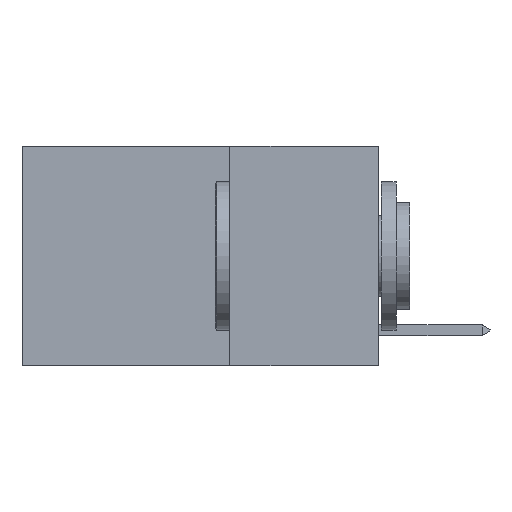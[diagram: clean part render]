
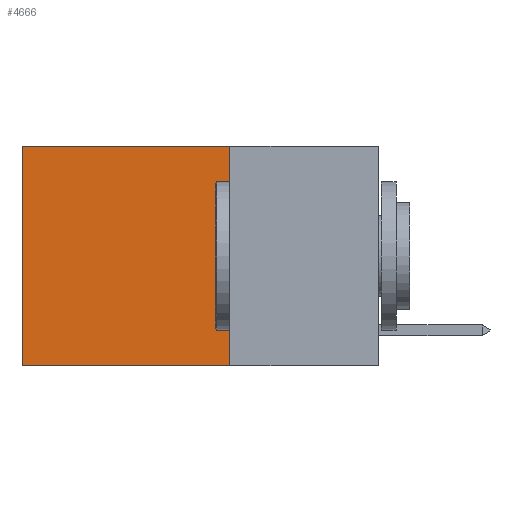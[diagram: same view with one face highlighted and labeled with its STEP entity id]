
A CAD part, left-side view. The second image highlights one B-rep face of the part: STEP entity #4666.
In plain terms, the highlighted planar face has unit normal (-1, 0, 0).
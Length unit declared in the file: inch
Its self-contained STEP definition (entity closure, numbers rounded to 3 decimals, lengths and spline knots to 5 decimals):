
#99 = LINE ( 'NONE', #2184, #11064 ) ;
#455 = ORIENTED_EDGE ( 'NONE', *, *, #10393, .T. ) ;
#534 = CARTESIAN_POINT ( 'NONE',  ( 0.2625, 0.25, 0. ) ) ;
#2184 = CARTESIAN_POINT ( 'NONE',  ( 0.2625, 0.25, 0. ) ) ;
#3197 = CARTESIAN_POINT ( 'NONE',  ( 0.2625, 0.6, 0. ) ) ;
#3330 = LINE ( 'NONE', #3197, #6101 ) ;
#4226 = DIRECTION ( 'NONE',  ( 1., 0., 0. ) ) ;
#4371 = DIRECTION ( 'NONE',  ( 0., 0., -1. ) ) ;
#4542 = CARTESIAN_POINT ( 'NONE',  ( 0.2625, 0.6, 0. ) ) ;
#4666 = ADVANCED_FACE ( 'NONE', ( #28778 ), #8637, .F. ) ;
#5842 = DIRECTION ( 'NONE',  ( 0., 0., -1. ) ) ;
#6044 = EDGE_CURVE ( 'NONE', #27015, #7435, #8642, .T. ) ;
#6101 = VECTOR ( 'NONE', #5842, 39.37008 ) ;
#6186 = CARTESIAN_POINT ( 'NONE',  ( 0.2625, 0.25, -0.37 ) ) ;
#6680 = VECTOR ( 'NONE', #26841, 39.37008 ) ;
#7435 = VERTEX_POINT ( 'NONE', #10825 ) ;
#8637 = PLANE ( 'NONE',  #21706 ) ;
#8642 = LINE ( 'NONE', #24504, #11722 ) ;
#9047 = CARTESIAN_POINT ( 'NONE',  ( 0.2625, 0.25, 0. ) ) ;
#10393 = EDGE_CURVE ( 'NONE', #15018, #7435, #3330, .T. ) ;
#10825 = CARTESIAN_POINT ( 'NONE',  ( 0.2625, 0.6, -0.37 ) ) ;
#11064 = VECTOR ( 'NONE', #20477, 39.37008 ) ;
#11092 = VERTEX_POINT ( 'NONE', #534 ) ;
#11722 = VECTOR ( 'NONE', #15762, 39.37008 ) ;
#12596 = EDGE_CURVE ( 'NONE', #11092, #15018, #24768, .T. ) ;
#15018 = VERTEX_POINT ( 'NONE', #4542 ) ;
#15762 = DIRECTION ( 'NONE',  ( 0., 1., 0. ) ) ;
#20477 = DIRECTION ( 'NONE',  ( 0., 0., -1. ) ) ;
#21069 = ORIENTED_EDGE ( 'NONE', *, *, #12596, .T. ) ;
#21706 = AXIS2_PLACEMENT_3D ( 'NONE', #24638, #4226, #4371 ) ;
#24504 = CARTESIAN_POINT ( 'NONE',  ( 0.2625, 0.25, -0.37 ) ) ;
#24638 = CARTESIAN_POINT ( 'NONE',  ( 0.2625, 0.25, 0. ) ) ;
#24768 = LINE ( 'NONE', #9047, #6680 ) ;
#26841 = DIRECTION ( 'NONE',  ( 0., 1., 0. ) ) ;
#27015 = VERTEX_POINT ( 'NONE', #6186 ) ;
#27190 = ORIENTED_EDGE ( 'NONE', *, *, #6044, .F. ) ;
#27378 = ORIENTED_EDGE ( 'NONE', *, *, #27751, .F. ) ;
#27751 = EDGE_CURVE ( 'NONE', #11092, #27015, #99, .T. ) ;
#28624 = EDGE_LOOP ( 'NONE', ( #455, #27190, #27378, #21069 ) ) ;
#28778 = FACE_OUTER_BOUND ( 'NONE', #28624, .T. ) ;
